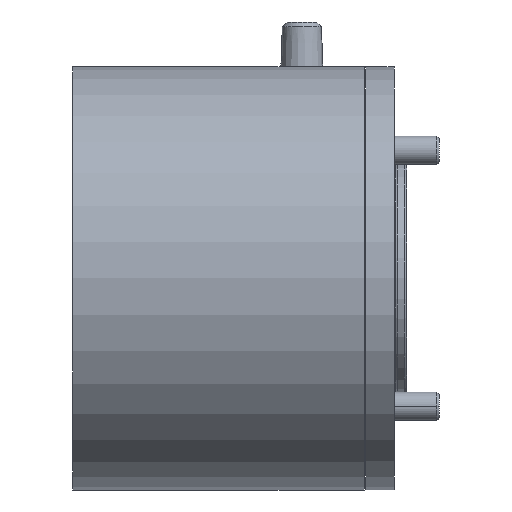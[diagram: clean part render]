
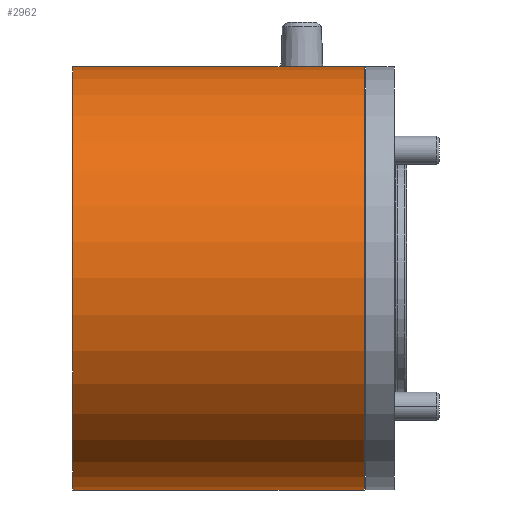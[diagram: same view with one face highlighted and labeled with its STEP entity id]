
A CAD part, front view. The second image highlights one B-rep face of the part: STEP entity #2962.
In plain terms, the highlighted cylindrical face has radius 45 mm (diameter 90 mm), a partial arc.
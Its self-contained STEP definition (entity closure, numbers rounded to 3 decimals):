
#38 = VERTEX_POINT ( 'NONE', #8252 ) ;
#68 = CARTESIAN_POINT ( 'NONE',  ( 62., 0., 0. ) ) ;
#305 = ORIENTED_EDGE ( 'NONE', *, *, #10251, .T. ) ;
#334 = FACE_OUTER_BOUND ( 'NONE', #11596, .T. ) ;
#515 = DIRECTION ( 'NONE',  ( -1., 0., 0. ) ) ;
#957 = DIRECTION ( 'NONE',  ( -1., 0., 0. ) ) ;
#1165 = EDGE_CURVE ( 'NONE', #10577, #38, #1469, .T. ) ;
#1323 = DIRECTION ( 'NONE',  ( 0., 0., 1. ) ) ;
#1469 = LINE ( 'NONE', #6537, #14633 ) ;
#1549 = VERTEX_POINT ( 'NONE', #3767 ) ;
#2612 = LINE ( 'NONE', #7094, #3681 ) ;
#2660 = VERTEX_POINT ( 'NONE', #8750 ) ;
#2962 = ADVANCED_FACE ( 'NONE', ( #334 ), #9169, .T. ) ;
#3387 = CIRCLE ( 'NONE', #7203, 45. ) ;
#3681 = VECTOR ( 'NONE', #515, 1000. ) ;
#3767 = CARTESIAN_POINT ( 'NONE',  ( 62., 0., 45. ) ) ;
#4367 = DIRECTION ( 'NONE',  ( 0., 0., 1. ) ) ;
#4588 = ORIENTED_EDGE ( 'NONE', *, *, #4643, .T. ) ;
#4643 = EDGE_CURVE ( 'NONE', #10577, #1549, #3387, .T. ) ;
#5403 = CARTESIAN_POINT ( 'NONE',  ( 62., 0., -45. ) ) ;
#6537 = CARTESIAN_POINT ( 'NONE',  ( -39.259, 0., -45. ) ) ;
#6862 = AXIS2_PLACEMENT_3D ( 'NONE', #9916, #12399, #4367 ) ;
#6989 = ORIENTED_EDGE ( 'NONE', *, *, #1165, .F. ) ;
#6995 = DIRECTION ( 'NONE',  ( -1., 0., 0. ) ) ;
#7094 = CARTESIAN_POINT ( 'NONE',  ( -39.259, 0., 45. ) ) ;
#7203 = AXIS2_PLACEMENT_3D ( 'NONE', #68, #6995, #1323 ) ;
#7827 = EDGE_CURVE ( 'NONE', #38, #2660, #13361, .T. ) ;
#8252 = CARTESIAN_POINT ( 'NONE',  ( 0., 0., -45. ) ) ;
#8750 = CARTESIAN_POINT ( 'NONE',  ( 0., 0., 45. ) ) ;
#9076 = DIRECTION ( 'NONE',  ( -1., 0., 0. ) ) ;
#9169 = CYLINDRICAL_SURFACE ( 'NONE', #6862, 45. ) ;
#9916 = CARTESIAN_POINT ( 'NONE',  ( -39.259, 0., 0. ) ) ;
#10251 = EDGE_CURVE ( 'NONE', #1549, #2660, #2612, .T. ) ;
#10568 = ORIENTED_EDGE ( 'NONE', *, *, #7827, .F. ) ;
#10577 = VERTEX_POINT ( 'NONE', #5403 ) ;
#11596 = EDGE_LOOP ( 'NONE', ( #6989, #4588, #305, #10568 ) ) ;
#12399 = DIRECTION ( 'NONE',  ( -1., 0., 0. ) ) ;
#12620 = DIRECTION ( 'NONE',  ( 0., 0., 1. ) ) ;
#12674 = CARTESIAN_POINT ( 'NONE',  ( 0., 0., 0. ) ) ;
#12798 = AXIS2_PLACEMENT_3D ( 'NONE', #12674, #9076, #12620 ) ;
#13361 = CIRCLE ( 'NONE', #12798, 45. ) ;
#14633 = VECTOR ( 'NONE', #957, 1000. ) ;
